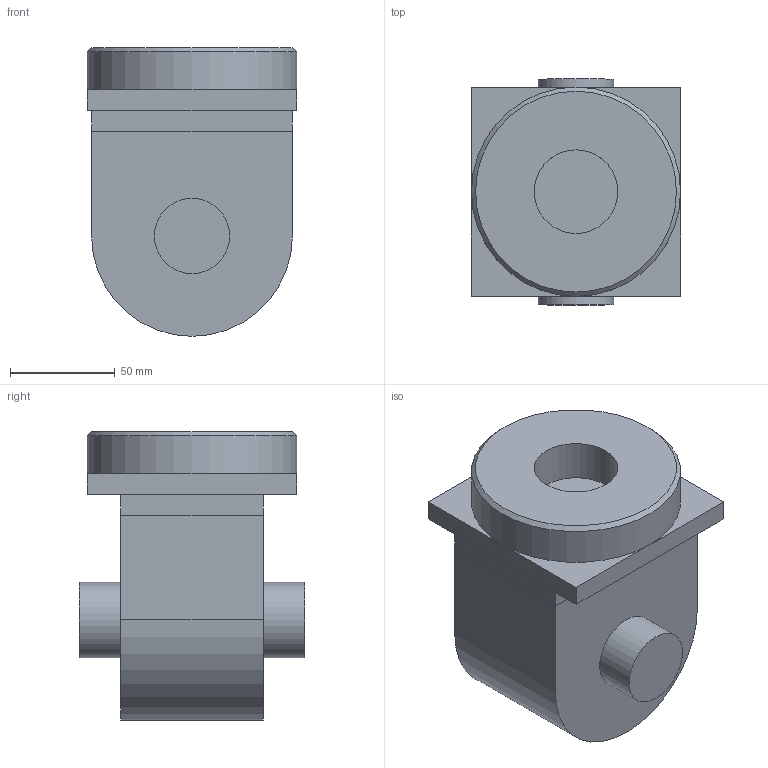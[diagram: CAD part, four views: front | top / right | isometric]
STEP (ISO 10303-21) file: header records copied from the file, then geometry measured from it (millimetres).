
FILE_DESCRIPTION(('FreeCAD Model'),'2;1');
FILE_NAME( 'assembly_6.step', '2021-01-02T14:15:16',('Author'),(''), 'Open CASCADE STEP processor 7.3','FreeCAD','Unknown');
FILE_SCHEMA(('AUTOMOTIVE_DESIGN { 1 0 10303 214 1 1 1 1 }'));
Length unit declared in the file: millimetre
Products named in the file (1): Body
Bounding box: 100 x 108 x 138 mm (x, y, z)
Volume: 909821.8 mm3; surface area: 67591.5 mm2
Topology: 1 solids, 1 shells, 30 faces, 61 edges, 36 vertices
Faces by surface type: plane 24, cylinder 5, cone 1
Full cylindrical faces by diameter (mm): 36 x2, 40 x1, 100 x1
Entity records: 1596 total; most frequent: CARTESIAN_POINT 280, DIRECTION 254, LINE 156, VECTOR 156, ORIENTED_EDGE 122, PCURVE 122, DEFINITIONAL_REPRESENTATION 122, EDGE_CURVE 61
